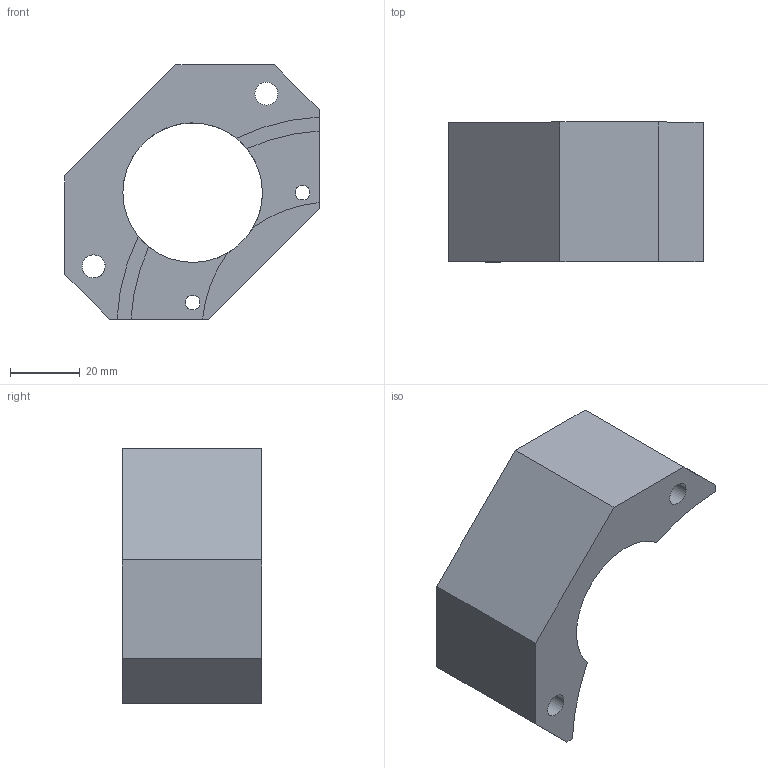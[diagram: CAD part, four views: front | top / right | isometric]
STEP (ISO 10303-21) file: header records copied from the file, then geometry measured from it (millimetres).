
FILE_DESCRIPTION(('Creo Elements/Direct Modeling STEP Export'),'2;1');
FILE_NAME('model.stp','2017-08-03T15:44:26',(''),(''),'Creo Elements/Direct Modeling STEP processor for AP214 (Solid Model)','Creo Elements/Direct Modeling 18.1G 27-Feb-2015 (C) Parametric Technology GmbH','');
FILE_SCHEMA(('AUTOMOTIVE_DESIGN { 1 0 10303 214 1 1 1 1 }'));
Length unit declared in the file: millimetre
Products named in the file (1): Support
Bounding box: 72.83 x 40 x 72.83 mm (x, y, z)
Volume: 73173.3 mm3; surface area: 18583.5 mm2
Topology: 1 solids, 1 shells, 45 faces, 128 edges, 82 vertices
Faces by surface type: cylinder 24, plane 15, cone 6
Entity records: 1426 total; most frequent: ORIENTED_EDGE 248, CARTESIAN_POINT 224, DIRECTION 218, EDGE_CURVE 124, VERTEX_POINT 82, AXIS2_PLACEMENT_3D 76, VECTOR 66, LINE 66
